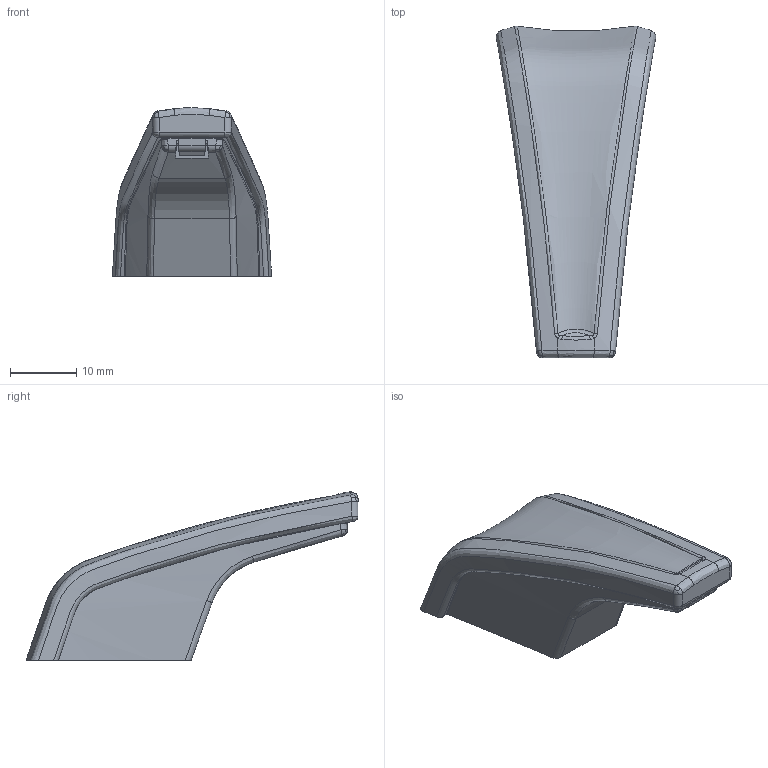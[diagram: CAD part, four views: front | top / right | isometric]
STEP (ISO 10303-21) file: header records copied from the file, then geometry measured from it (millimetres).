
FILE_DESCRIPTION(('Creo Elements/Direct Modeling STEP Export'),'2;1');
FILE_NAME('H262-50.stp','2024-09-03T15:35:15',(''),(''),'Creo Elements/Direct Modeling STEP processor for AP214 (Solid Model)','Creo Elements/Direct Modeling 20.0 12-Nov-2016 (C) Parametric Technology GmbH','');
FILE_SCHEMA(('AUTOMOTIVE_DESIGN { 1 0 10303 214 1 1 1 1 }'));
Length unit declared in the file: millimetre
Products named in the file (3): KU-11180; ZN-11181; DIV-10985
Assembly tree (2 placements, depth 2):
  DIV-10985
    ZN-11181
    KU-11180
Bounding box: 24 x 49.98 x 25.35 mm (x, y, z)
Volume: 5277 mm3; surface area: 5852.9 mm2
Topology: 2 solids, 2 shells, 707 faces, 2040 edges, 1354 vertices
Faces by surface type: plane 605, bspline 55, cylinder 24, extrusion 19, cone 4
Entity records: 234505 total; most frequent: CARTESIAN_POINT 217352, ORIENTED_EDGE 4080, DIRECTION 2504, EDGE_CURVE 2040, VERTEX_POINT 1354, VECTOR 1150, LINE 1131, B_SPLINE_CURVE_WITH_KNOTS 835
